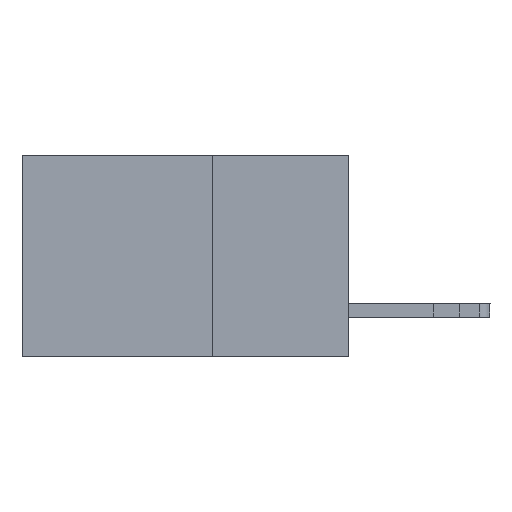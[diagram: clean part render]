
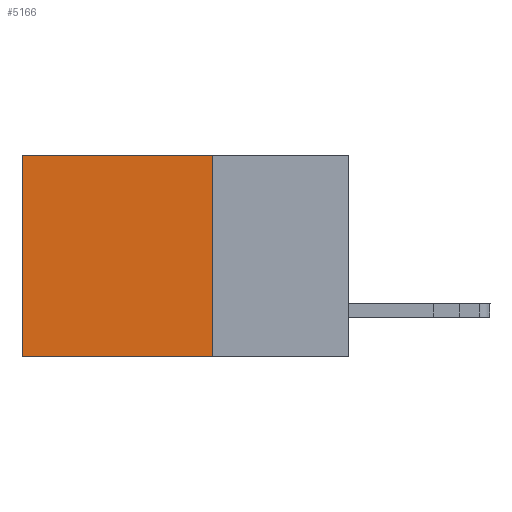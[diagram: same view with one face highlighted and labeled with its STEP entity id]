
A CAD part, left-side view. The second image highlights one B-rep face of the part: STEP entity #5166.
In plain terms, the highlighted planar face has unit normal (-1, 0, 0).
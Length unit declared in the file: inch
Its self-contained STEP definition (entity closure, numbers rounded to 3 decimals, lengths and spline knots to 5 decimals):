
#15 = EDGE_CURVE ( 'NONE', #9843, #7349, #5098, .T. ) ;
#40 = CARTESIAN_POINT ( 'NONE',  ( 0.2615, 0.6, -0.37 ) ) ;
#114 = VECTOR ( 'NONE', #2282, 39.37008 ) ;
#1025 = DIRECTION ( 'NONE',  ( 1., 0., 0. ) ) ;
#1201 = FACE_OUTER_BOUND ( 'NONE', #8912, .T. ) ;
#1541 = LINE ( 'NONE', #11892, #8577 ) ;
#1700 = LINE ( 'NONE', #4490, #7475 ) ;
#2123 = CARTESIAN_POINT ( 'NONE',  ( 0.2615, 0.25, -0.37 ) ) ;
#2282 = DIRECTION ( 'NONE',  ( 0., 1., 0. ) ) ;
#2797 = VERTEX_POINT ( 'NONE', #4709 ) ;
#2860 = DIRECTION ( 'NONE',  ( 0., 0., -1. ) ) ;
#3410 = ORIENTED_EDGE ( 'NONE', *, *, #6399, .T. ) ;
#3637 = VECTOR ( 'NONE', #5962, 39.37008 ) ;
#3641 = EDGE_CURVE ( 'NONE', #9843, #2797, #1700, .T. ) ;
#4490 = CARTESIAN_POINT ( 'NONE',  ( 0.2615, 0.25, -0.37 ) ) ;
#4709 = CARTESIAN_POINT ( 'NONE',  ( 0.2615, 0.25, -0.37 ) ) ;
#5098 = LINE ( 'NONE', #6979, #114 ) ;
#5166 = ADVANCED_FACE ( 'NONE', ( #1201 ), #5779, .F. ) ;
#5722 = LINE ( 'NONE', #40, #3637 ) ;
#5779 = PLANE ( 'NONE',  #8478 ) ;
#5962 = DIRECTION ( 'NONE',  ( 0., 0., -1. ) ) ;
#6121 = CARTESIAN_POINT ( 'NONE',  ( 0.2615, 0.25, 0. ) ) ;
#6153 = ORIENTED_EDGE ( 'NONE', *, *, #11595, .F. ) ;
#6399 = EDGE_CURVE ( 'NONE', #7349, #11873, #5722, .T. ) ;
#6821 = CARTESIAN_POINT ( 'NONE',  ( 0.2615, 0.6, -0.37 ) ) ;
#6979 = CARTESIAN_POINT ( 'NONE',  ( 0.2615, 0.25, 0. ) ) ;
#7084 = DIRECTION ( 'NONE',  ( 0., 1., 0. ) ) ;
#7349 = VERTEX_POINT ( 'NONE', #9780 ) ;
#7475 = VECTOR ( 'NONE', #2860, 39.37008 ) ;
#8478 = AXIS2_PLACEMENT_3D ( 'NONE', #2123, #1025, #9502 ) ;
#8577 = VECTOR ( 'NONE', #7084, 39.37008 ) ;
#8912 = EDGE_LOOP ( 'NONE', ( #3410, #6153, #11866, #11756 ) ) ;
#9502 = DIRECTION ( 'NONE',  ( 0., 0., -1. ) ) ;
#9780 = CARTESIAN_POINT ( 'NONE',  ( 0.2615, 0.6, 0. ) ) ;
#9843 = VERTEX_POINT ( 'NONE', #6121 ) ;
#11595 = EDGE_CURVE ( 'NONE', #2797, #11873, #1541, .T. ) ;
#11756 = ORIENTED_EDGE ( 'NONE', *, *, #15, .T. ) ;
#11866 = ORIENTED_EDGE ( 'NONE', *, *, #3641, .F. ) ;
#11873 = VERTEX_POINT ( 'NONE', #6821 ) ;
#11892 = CARTESIAN_POINT ( 'NONE',  ( 0.2615, 0.25, -0.37 ) ) ;
